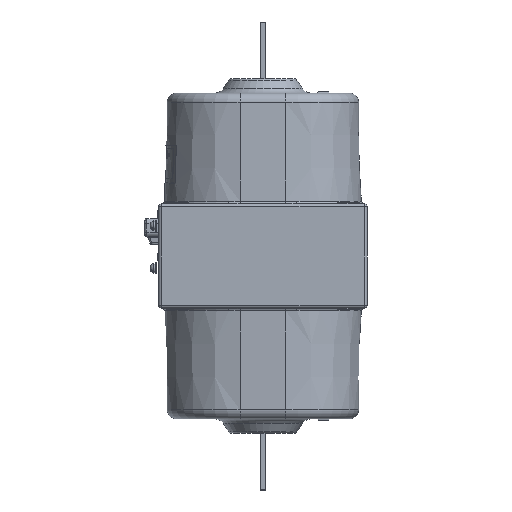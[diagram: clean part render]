
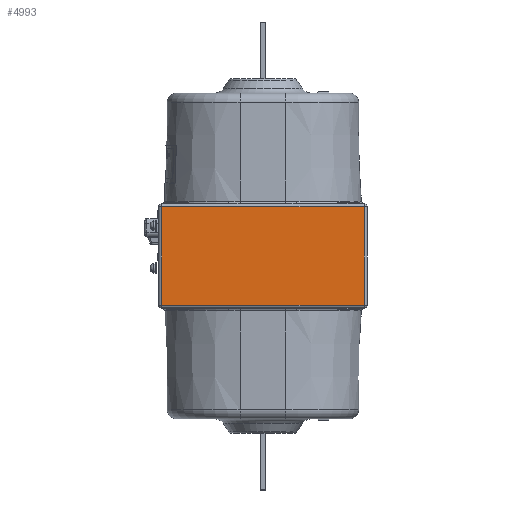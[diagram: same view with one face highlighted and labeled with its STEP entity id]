
A CAD part, front view. The second image highlights one B-rep face of the part: STEP entity #4993.
In plain terms, the highlighted planar face has unit normal (0, -1, 0).
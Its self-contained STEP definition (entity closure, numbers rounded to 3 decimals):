
#1943 = VERTEX_POINT ( 'NONE', #32177 ) ;
#1945 = VERTEX_POINT ( 'NONE', #32179 ) ;
#1947 = VERTEX_POINT ( 'NONE', #32181 ) ;
#1949 = VERTEX_POINT ( 'NONE', #32183 ) ;
#4993 = ADVANCED_FACE ( 'NONE', ( #28385 ), #9725, .T. ) ;
#7530 = AXIS2_PLACEMENT_3D ( 'NONE', #9731, #9741, #9743 ) ;
#9725 = PLANE ( 'NONE',  #7530 ) ;
#9731 = CARTESIAN_POINT ( 'NONE',  ( -81., -85., -80. ) ) ;
#9741 = DIRECTION ( 'NONE',  ( 0., -1., 0. ) ) ;
#9743 = DIRECTION ( 'NONE',  ( 1., 0., 0. ) ) ;
#14931 = EDGE_LOOP ( 'NONE', ( #17630, #17631, #17632, #17633 ) ) ;
#16083 = EDGE_CURVE ( 'NONE', #1943, #1949, #43930, .T. ) ;
#16090 = EDGE_CURVE ( 'NONE', #1947, #1943, #43939, .T. ) ;
#16093 = EDGE_CURVE ( 'NONE', #1945, #1947, #43943, .T. ) ;
#16094 = EDGE_CURVE ( 'NONE', #1949, #1945, #43945, .T. ) ;
#17630 = ORIENTED_EDGE ( 'NONE', *, *, #16093, .T. ) ;
#17631 = ORIENTED_EDGE ( 'NONE', *, *, #16090, .T. ) ;
#17632 = ORIENTED_EDGE ( 'NONE', *, *, #16083, .T. ) ;
#17633 = ORIENTED_EDGE ( 'NONE', *, *, #16094, .T. ) ;
#28385 = FACE_OUTER_BOUND ( 'NONE', #14931, .T. ) ;
#32177 = CARTESIAN_POINT ( 'NONE',  ( 136., -85., -77. ) ) ;
#32179 = CARTESIAN_POINT ( 'NONE',  ( -78., -85., 27. ) ) ;
#32181 = CARTESIAN_POINT ( 'NONE',  ( -78., -85., -77. ) ) ;
#32183 = CARTESIAN_POINT ( 'NONE',  ( 136., -85., 27. ) ) ;
#43923 = VECTOR ( 'NONE', #46083, 1000. ) ;
#43924 = VECTOR ( 'NONE', #46076, 1000. ) ;
#43930 = LINE ( 'NONE', #46056, #43931 ) ;
#43931 = VECTOR ( 'NONE', #46057, 1000. ) ;
#43939 = LINE ( 'NONE', #46055, #43924 ) ;
#43943 = LINE ( 'NONE', #46077, #43923 ) ;
#43945 = LINE ( 'NONE', #46084, #43946 ) ;
#43946 = VECTOR ( 'NONE', #46085, 1000. ) ;
#46055 = CARTESIAN_POINT ( 'NONE',  ( 139., -85., -77. ) ) ;
#46056 = CARTESIAN_POINT ( 'NONE',  ( 136., -85., -80. ) ) ;
#46057 = DIRECTION ( 'NONE',  ( 0., 0., 1. ) ) ;
#46076 = DIRECTION ( 'NONE',  ( 1., 0., 0. ) ) ;
#46077 = CARTESIAN_POINT ( 'NONE',  ( -78., -85., -80. ) ) ;
#46083 = DIRECTION ( 'NONE',  ( 0., 0., -1. ) ) ;
#46084 = CARTESIAN_POINT ( 'NONE',  ( -81., -85., 27. ) ) ;
#46085 = DIRECTION ( 'NONE',  ( -1., 0., 0. ) ) ;
